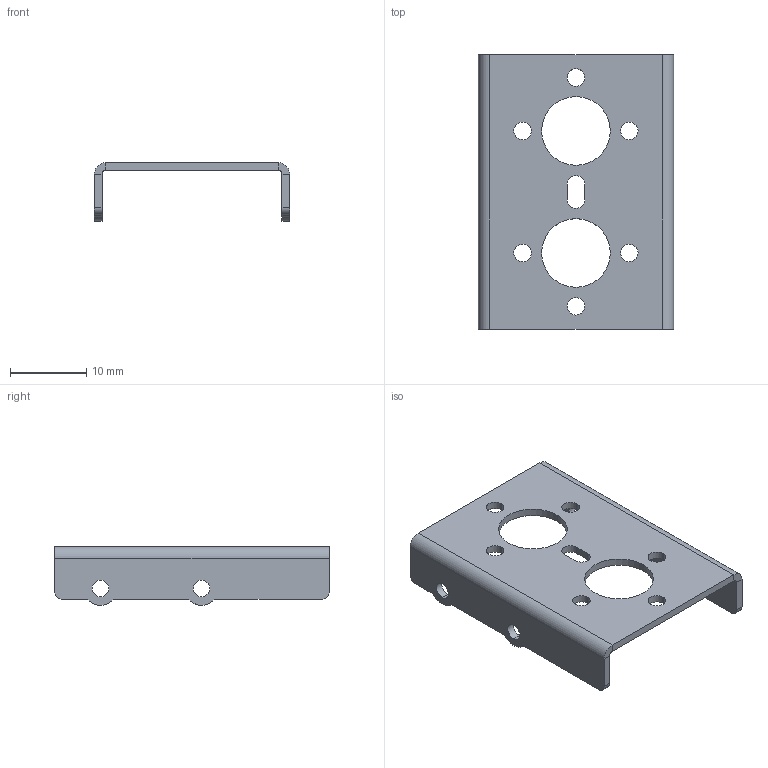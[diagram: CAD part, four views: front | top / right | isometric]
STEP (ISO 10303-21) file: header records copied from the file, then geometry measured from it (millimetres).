
FILE_DESCRIPTION (( 'STEP AP203' ), '1' );
FILE_NAME ('HX-08H 耜醱盓殤.STEP', '2022-06-18T10:02:19', ( '' ), ( '' ), 'SwSTEP 2.0', 'SolidWorks 2017', '' );
FILE_SCHEMA (( 'CONFIG_CONTROL_DESIGN' ));
Length unit declared in the file: millimetre
Products named in the file (1): HX-08H 耜醱盓殤
Bounding box: 25.6 x 36 x 7.7 mm (x, y, z)
Volume: 1145.4 mm3; surface area: 2575 mm2
Topology: 1 solids, 1 shells, 64 faces, 170 edges, 108 vertices
Faces by surface type: cylinder 40, plane 24
Entity records: 2135 total; most frequent: DIRECTION 380, CARTESIAN_POINT 343, ORIENTED_EDGE 340, EDGE_CURVE 170, AXIS2_PLACEMENT_3D 145, VERTEX_POINT 108, VECTOR 90, EDGE_LOOP 90
